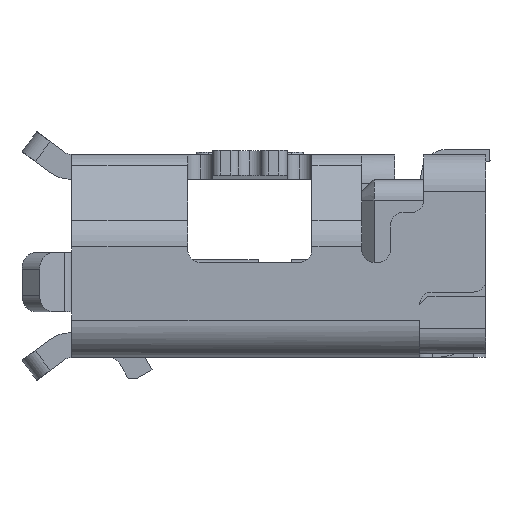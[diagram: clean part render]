
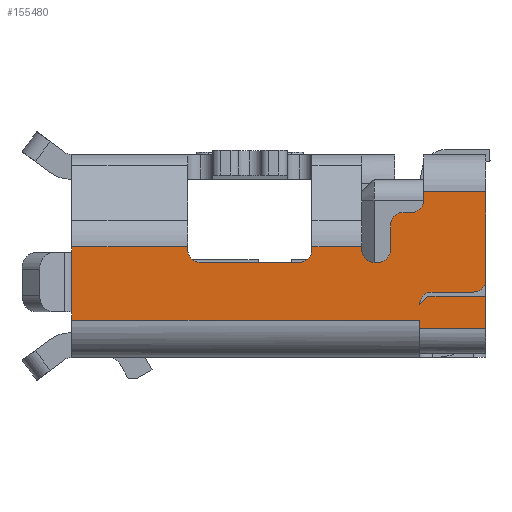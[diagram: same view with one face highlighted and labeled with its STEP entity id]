
A CAD part, front view. The second image highlights one B-rep face of the part: STEP entity #155480.
In plain terms, the highlighted face is planar.
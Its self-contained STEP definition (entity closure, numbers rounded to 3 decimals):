
#25980=CARTESIAN_POINT('',(3.75,0.8,-0.485));
#25990=VERTEX_POINT('',#25980);
#26020=CARTESIAN_POINT('',(3.75,1.285,0.));
#26030=DIRECTION('',(0.,-0.707,-0.707));
#26040=VECTOR('',#26030,1.);
#26050=LINE('',#26020,#26040);
#26060=CARTESIAN_POINT('',(3.75,0.7,-0.585));
#26070=VERTEX_POINT('',#26060);
#26080=EDGE_CURVE('',#25990,#26070,#26050,.T.);
#82940=CARTESIAN_POINT('',(3.75,1.5,-0.875));
#82950=VERTEX_POINT('',#82940);
#82980=CARTESIAN_POINT('',(3.75,1.5,0.));
#82990=DIRECTION('',(0.,0.,-1.));
#83000=VECTOR('',#82990,1.);
#83010=LINE('',#82980,#83000);
#83020=CARTESIAN_POINT('',(3.75,1.5,-0.485));
#83030=VERTEX_POINT('',#83020);
#83040=EDGE_CURVE('',#83030,#82950,#83010,.T.);
#101750=CARTESIAN_POINT('',(3.75,1.2,-0.485));
#101760=DIRECTION('',(0.,-1.,0.));
#101770=VECTOR('',#101760,1.);
#101780=LINE('',#101750,#101770);
#101790=EDGE_CURVE('',#83030,#25990,#101780,.T.);
#127970=CARTESIAN_POINT('',(3.75,0.7,-0.875));
#127980=VERTEX_POINT('',#127970);
#128010=CARTESIAN_POINT('',(3.75,0.,-0.875));
#128020=DIRECTION('',(0.,1.,0.));
#128030=VECTOR('',#128020,1.);
#128040=LINE('',#128010,#128030);
#128050=EDGE_CURVE('',#127980,#82950,#128040,.T.);
#144720=CARTESIAN_POINT('',(3.75,0.7,0.));
#144730=DIRECTION('',(0.,0.,-1.));
#144740=VECTOR('',#144730,1.);
#144750=LINE('',#144720,#144740);
#144760=CARTESIAN_POINT('',(3.75,0.7,-0.775));
#144770=VERTEX_POINT('',#144760);
#144780=EDGE_CURVE('',#144770,#127980,#144750,.T.);
#147250=CARTESIAN_POINT('',(3.75,1.35,-0.285));
#147260=DIRECTION('',(1.,0.,0.));
#147270=DIRECTION('',(0.,-1.,0.));
#147280=AXIS2_PLACEMENT_3D('',#147250,#147260,#147270);
#147290=CIRCLE('',#147280,0.15);
#147300=CARTESIAN_POINT('',(3.75,1.35,-0.435));
#147310=VERTEX_POINT('',#147300);
#147320=CARTESIAN_POINT('',(3.75,1.5,-0.285));
#147330=VERTEX_POINT('',#147320);
#147340=EDGE_CURVE('',#147310,#147330,#147290,.T.);
#148580=CARTESIAN_POINT('',(3.75,1.5,0.));
#148590=DIRECTION('',(0.,0.,1.));
#148600=VECTOR('',#148590,1.);
#148610=LINE('',#148580,#148600);
#148620=CARTESIAN_POINT('',(3.75,1.5,0.775));
#148630=VERTEX_POINT('',#148620);
#148640=EDGE_CURVE('',#147330,#148630,#148610,.T.);
#150980=CARTESIAN_POINT('',(3.75,0.75,0.775));
#150990=VERTEX_POINT('',#150980);
#151020=CARTESIAN_POINT('',(3.75,0.75,0.))
;
#151030=DIRECTION('',(0.,0.,-1.));
#151040=VECTOR('',#151030,1.);
#151050=LINE('',#151020,#151040);
#151060=CARTESIAN_POINT('',(3.75,0.75,0.675));
#151070=VERTEX_POINT('',#151060);
#151080=EDGE_CURVE('',#150990,#151070,#151050,.T.);
#151530=CARTESIAN_POINT('',(3.75,0.6,0.525));
#151540=VERTEX_POINT('',#151530);
#151570=CARTESIAN_POINT('',(3.75,2.35,0.525));
#151580=DIRECTION('',(0.,1.,0.));
#151590=VECTOR('',#151580,1.);
#151600=LINE('',#151570,#151590);
#151610=CARTESIAN_POINT('',(3.75,0.5,0.525));
#151620=VERTEX_POINT('',#151610);
#151630=EDGE_CURVE('',#151620,#151540,#151600,.T.);
#153650=CARTESIAN_POINT('',(3.75,-1.,0.025))
;
#153660=DIRECTION('',(1.,0.,0.));
#153670=DIRECTION('',(0.,-1.,0.));
#153680=AXIS2_PLACEMENT_3D('',#153650,#153660,#153670);
#153690=PLANE('',#153680);
#153700=CARTESIAN_POINT('',(3.75,0.15,0.075));
#153710=DIRECTION('',(1.,0.,0.));
#153720=DIRECTION('',(0.,-0.,-1.));
#153730=AXIS2_PLACEMENT_3D('',#153700,#153710,#153720);
#153740=CIRCLE('',#153730,0.15);
#153750=CARTESIAN_POINT('',(3.75,0.,
0.075));
#153760=VERTEX_POINT('',#153750);
#153770=CARTESIAN_POINT('',(3.75,0.15,-0.075))
;
#153780=VERTEX_POINT('',#153770);
#153790=EDGE_CURVE('',#153760,#153780,#153740,.T.);
#153800=ORIENTED_EDGE('',*,*,#153790,.F.);
#153810=CARTESIAN_POINT('',(3.75,2.35,-0.075));
#153820=DIRECTION('',(0.,1.,0.));
#153830=VECTOR('',#153820,1.);
#153840=LINE('',#153810,#153830);
#153850=CARTESIAN_POINT('',(3.75,0.2,-0.075))
;
#153860=VERTEX_POINT('',#153850);
#153870=EDGE_CURVE('',#153780,#153860,#153840,.T.);
#153880=ORIENTED_EDGE('',*,*,#153870,.F.);
#153890=CARTESIAN_POINT('',(3.75,0.2,0.075));
#153900=DIRECTION('',(-1.,0.,0.));
#153910=DIRECTION('',(0.,0.,1.));
#153920=AXIS2_PLACEMENT_3D('',#153890,#153900,#153910);
#153930=CIRCLE('',#153920,0.15);
#153940=CARTESIAN_POINT('',(3.75,0.35,0.075));
#153950=VERTEX_POINT('',#153940);
#153960=EDGE_CURVE('',#153950,#153860,#153930,.T.);
#153970=ORIENTED_EDGE('',*,*,#153960,.T.);
#153980=CARTESIAN_POINT('',(3.75,0.35,0.))
;
#153990=DIRECTION('',(0.,0.,1.));
#154000=VECTOR('',#153990,1.);
#154010=LINE('',#153980,#154000);
#154020=CARTESIAN_POINT('',(3.75,0.35,0.375));
#154030=VERTEX_POINT('',#154020);
#154040=EDGE_CURVE('',#153950,#154030,#154010,.T.);
#154050=ORIENTED_EDGE('',*,*,#154040,.F.);
#154060=CARTESIAN_POINT('',(3.75,0.5,0.375));
#154070=DIRECTION('',(1.,0.,0.));
#154080=DIRECTION('',(0.,-0.,-1.));
#154090=AXIS2_PLACEMENT_3D('',#154060,#154070,#154080);
#154100=CIRCLE('',#154090,0.15);
#154110=EDGE_CURVE('',#151620,#154030,#154100,.T.);
#154120=ORIENTED_EDGE('',*,*,#154110,.T.);
#154130=ORIENTED_EDGE('',*,*,#151630,.F.);
#154140=CARTESIAN_POINT('',(3.75,0.6,0.675));
#154150=DIRECTION('',(-1.,0.,0.));
#154160=DIRECTION('',(0.,0.,1.));
#154170=AXIS2_PLACEMENT_3D('',#154140,#154150,#154160);
#154180=CIRCLE('',#154170,0.15);
#154190=EDGE_CURVE('',#151070,#151540,#154180,.T.);
#154200=ORIENTED_EDGE('',*,*,#154190,.T.);
#154210=ORIENTED_EDGE('',*,*,#151080,.T.);
#154220=CARTESIAN_POINT('',(3.75,1.5,0.775));
#154230=DIRECTION('',(0.,1.,0.));
#154240=VECTOR('',#154230,1.);
#154250=LINE('',#154220,#154240);
#154260=EDGE_CURVE('',#150990,#148630,#154250,.T.);
#154270=ORIENTED_EDGE('',*,*,#154260,.F.);
#154280=ORIENTED_EDGE('',*,*,#148640,.T.);
#154290=ORIENTED_EDGE('',*,*,#147340,.T.);
#154300=CARTESIAN_POINT('',(3.75,2.35,-0.435));
#154310=DIRECTION('',(0.,1.,0.));
#154320=VECTOR('',#154310,1.);
#154330=LINE('',#154300,#154320);
#154340=CARTESIAN_POINT('',(3.75,0.85,-0.435));
#154350=VERTEX_POINT('',#154340);
#154360=EDGE_CURVE('',#154350,#147310,#154330,.T.);
#154370=ORIENTED_EDGE('',*,*,#154360,.T.);
#154380=CARTESIAN_POINT('',(3.75,0.85,-0.585));
#154390=DIRECTION('',(1.,0.,0.));
#154400=DIRECTION('',(0.,-1.,0.));
#154410=AXIS2_PLACEMENT_3D('',#154380,#154390,#154400);
#154420=CIRCLE('',#154410,0.15);
#154430=EDGE_CURVE('',#154350,#26070,#154420,.T.);
#154440=ORIENTED_EDGE('',*,*,#154430,.F.);
#154450=ORIENTED_EDGE('',*,*,#26080,.T.);
#154460=ORIENTED_EDGE('',*,*,#101790,.T.);
#154470=ORIENTED_EDGE('',*,*,#83040,.F.);
#154480=ORIENTED_EDGE('',*,*,#128050,.T.);
#154490=ORIENTED_EDGE('',*,*,#144780,.T.);
#154500=CARTESIAN_POINT('',(3.75,1.5,-0.775));
#154510=DIRECTION('',(0.,1.,0.));
#154520=VECTOR('',#154510,1.);
#154530=LINE('',#154500,#154520);
#154540=CARTESIAN_POINT('',(3.75,-3.5,-0.775));
#154550=VERTEX_POINT('',#154540);
#154560=EDGE_CURVE('',#154550,#144770,#154530,.T.);
#154570=ORIENTED_EDGE('',*,*,#154560,.T.);
#154580=CARTESIAN_POINT('',(3.75,-3.5,0.));
#154590=DIRECTION('',(0.,0.,-1.));
#154600=VECTOR('',#154590,1.);
#154610=LINE('',#154580,#154600);
#154620=CARTESIAN_POINT('',(3.75,-3.5,-0.675));
#154630=VERTEX_POINT('',#154620);
#154640=EDGE_CURVE('',#154630,#154550,#154610,.T.);
#154650=ORIENTED_EDGE('',*,*,#154640,.T.);
#154660=CARTESIAN_POINT('',(3.75,-3.5,0.));
#154670=DIRECTION('',(0.,0.,-1.));
#154680=VECTOR('',#154670,1.);
#154690=LINE('',#154660,#154680);
#154700=CARTESIAN_POINT('',(3.75,-3.5,0.042));
#154710=VERTEX_POINT('',#154700);
#154720=EDGE_CURVE('',#154710,#154630,#154690,.T.);
#154730=ORIENTED_EDGE('',*,*,#154720,.T.);
#154740=CARTESIAN_POINT('',(3.75,-3.5,0.));
#154750=DIRECTION('',(0.,0.,-1.));
#154760=VECTOR('',#154750,1.);
#154770=LINE('',#154740,#154760);
#154780=CARTESIAN_POINT('',(3.75,-3.5,0.113));
#154790=VERTEX_POINT('',#154780);
#154800=EDGE_CURVE('',#154790,#154710,#154770,.T.);
#154810=ORIENTED_EDGE('',*,*,#154800,.T.);
#154820=CARTESIAN_POINT('',(3.75,2.35,0.113));
#154830=DIRECTION('',(0.,1.,0.));
#154840=VECTOR('',#154830,1.);
#154850=LINE('',#154820,#154840);
#154860=CARTESIAN_POINT('',(3.75,-2.1,0.113));
#154870=VERTEX_POINT('',#154860);
#154880=EDGE_CURVE('',#154790,#154870,#154850,.T.);
#154890=ORIENTED_EDGE('',*,*,#154880,.F.);
#154900=CARTESIAN_POINT('',(3.75,-2.1,0.));
#154910=DIRECTION('',(0.,0.,-1.));
#154920=VECTOR('',#154910,1.);
#154930=LINE('',#154900,#154920);
#154940=CARTESIAN_POINT('',(3.75,-2.1,0.075));
#154950=VERTEX_POINT('',#154940);
#154960=EDGE_CURVE('',#154870,#154950,#154930,.T.);
#154970=ORIENTED_EDGE('',*,*,#154960,.F.);
#154980=CARTESIAN_POINT('',(3.75,-1.95,0.075));
#154990=DIRECTION('',(-1.,0.,0.));
#155000=DIRECTION('',(0.,1.,0.));
#155010=AXIS2_PLACEMENT_3D('',#154980,#154990,#155000);
#155020=CIRCLE('',#155010,0.15);
#155030=CARTESIAN_POINT('',(3.75,-1.95,-0.075))
;
#155040=VERTEX_POINT('',#155030);
#155050=EDGE_CURVE('',#155040,#154950,#155020,.T.);
#155060=ORIENTED_EDGE('',*,*,#155050,.T.);
#155070=CARTESIAN_POINT('',(3.75,2.35,-0.075));
#155080=DIRECTION('',(0.,1.,0.));
#155090=VECTOR('',#155080,1.);
#155100=LINE('',#155070,#155090);
#155110=CARTESIAN_POINT('',(3.75,-0.75,-0.075)
);
#155120=VERTEX_POINT('',#155110);
#155130=EDGE_CURVE('',#155040,#155120,#155100,.T.);
#155140=ORIENTED_EDGE('',*,*,#155130,.F.);
#155150=CARTESIAN_POINT('',(3.75,-0.75,0.075))
;
#155160=DIRECTION('',(-1.,0.,0.));
#155170=DIRECTION('',(0.,1.,0.));
#155180=AXIS2_PLACEMENT_3D('',#155150,#155160,#155170);
#155190=CIRCLE('',#155180,0.15);
#155200=CARTESIAN_POINT('',(3.75,-0.6,0.075))
;
#155210=VERTEX_POINT('',#155200);
#155220=EDGE_CURVE('',#155210,#155120,#155190,.T.);
#155230=ORIENTED_EDGE('',*,*,#155220,.T.);
#155240=CARTESIAN_POINT('',(3.75,-0.6,0.)
);
#155250=DIRECTION('',(0.,0.,-1.));
#155260=VECTOR('',#155250,1.);
#155270=LINE('',#155240,#155260);
#155280=CARTESIAN_POINT('',(3.75,-0.6,0.113));
#155290=VERTEX_POINT('',#155280);
#155300=EDGE_CURVE('',#155290,#155210,#155270,.T.);
#155310=ORIENTED_EDGE('',*,*,#155300,.T.);
#155320=CARTESIAN_POINT('',(3.75,2.35,0.113));
#155330=DIRECTION('',(0.,1.,0.));
#155340=VECTOR('',#155330,1.);
#155350=LINE('',#155320,#155340);
#155360=CARTESIAN_POINT('',(3.75,0.,0.113
));
#155370=VERTEX_POINT('',#155360);
#155380=EDGE_CURVE('',#155290,#155370,#155350,.T.);
#155390=ORIENTED_EDGE('',*,*,#155380,.F.);
#155400=CARTESIAN_POINT('',(3.75,0.,
0.));
#155410=DIRECTION('',(0.,0.,-1.));
#155420=VECTOR('',#155410,1.);
#155430=LINE('',#155400,#155420);
#155440=EDGE_CURVE('',#155370,#153760,#155430,.T.);
#155450=ORIENTED_EDGE('',*,*,#155440,.F.);
#155460=EDGE_LOOP('',(#155450,#155390,#155310,#155230,#155140,#155060,
#154970,#154890,#154810,#154730,#154650,#154570,#154490,#154480,#154470,
#154460,#154450,#154440,#154370,#154290,#154280,#154270,#154210,#154200,
#154130,#154120,#154050,#153970,#153880,#153800));
#155470=FACE_OUTER_BOUND('',#155460,.T.);
#155480=ADVANCED_FACE('',(#155470),#153690,.T.);
